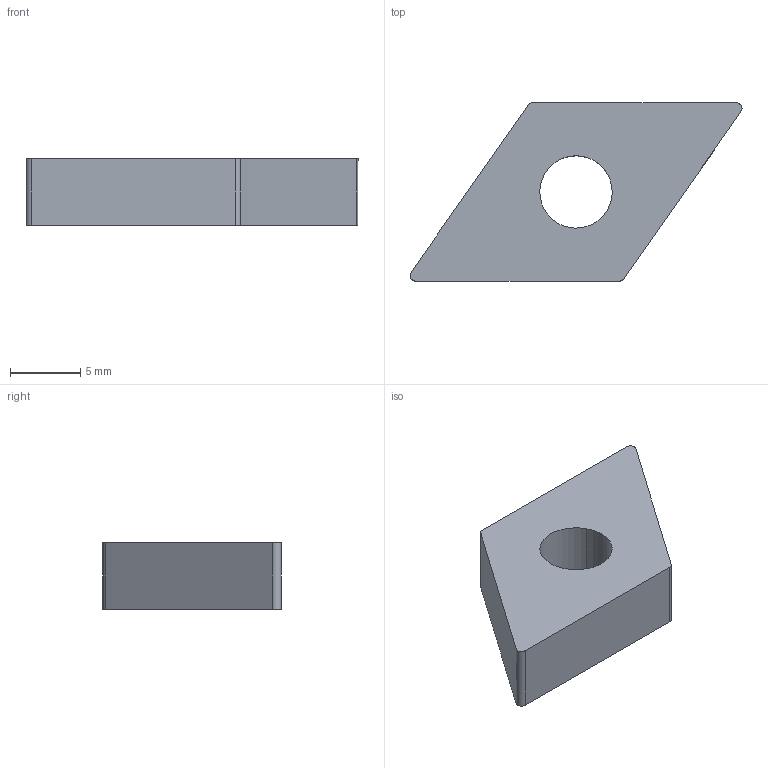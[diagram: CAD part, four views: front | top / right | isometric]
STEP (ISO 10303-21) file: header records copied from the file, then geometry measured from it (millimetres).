
FILE_DESCRIPTION(/* description */ (''),/* implementation_level */ '2;1');
FILE_NAME(/* name */ 'DN150404L.stp',/* time_stamp */ '2021-12-22T08:51:16+09:00',/* author */ (''),/* organization */ (''),/* preprocessor_version */ 'ST-DEVELOPER v16',/* originating_system */ 'SIEMENS PLM Software NX 10.0',/* authorisation */ '');
FILE_SCHEMA (('AUTOMOTIVE_DESIGN { 1 0 10303 214 3 1 1 1 }'));
Length unit declared in the file: millimetre
Products named in the file (1): DN150404L
Bounding box: 23.66 x 12.7 x 4.76 mm (x, y, z)
Volume: 836.4 mm3; surface area: 717.1 mm2
Topology: 1 solids, 1 shells, 12 faces, 44 edges, 46 vertices
Faces by surface type: plane 6, cylinder 6
Entity records: 574 total; most frequent: DIRECTION 98, CARTESIAN_POINT 86, ORIENTED_EDGE 68, AXIS2_PLACEMENT_3D 38, EDGE_CURVE 34, VERTEX_POINT 24, CIRCLE 22, LINE 22
